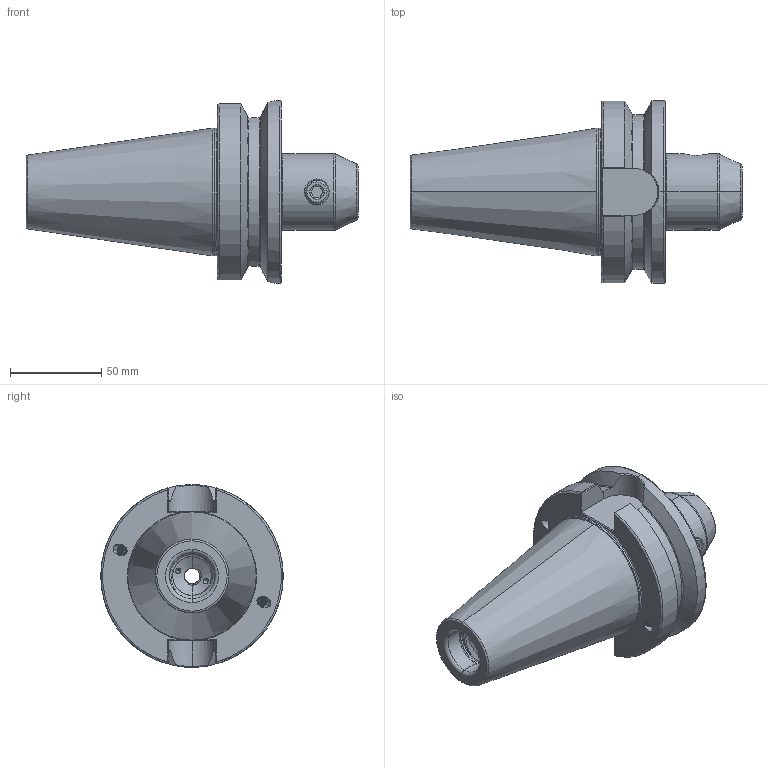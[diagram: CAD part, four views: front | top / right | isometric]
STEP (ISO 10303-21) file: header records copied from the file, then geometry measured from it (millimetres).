
FILE_DESCRIPTION (( 'STEP AP203' ), '1' );
FILE_NAME ('506.05.12.STEP', '2016-08-08T07:28:42', ( '' ), ( '' ), 'SwSTEP 2.0', 'SolidWorks 2012', '' );
FILE_SCHEMA (( 'CONFIG_CONTROL_DESIGN' ));
Length unit declared in the file: millimetre
Products named in the file (3): 506.05.12; 側固14_M14x2_16L
Assembly tree (2 placements, depth 2):
  506.05.12
    506.05.12
    側固14_M14x2_16L
Bounding box: 181.8 x 100 x 100 mm (x, y, z)
Volume: 497533.6 mm3; surface area: 65443.2 mm2
Topology: 2 solids, 2 shells, 299 faces, 803 edges, 513 vertices
Faces by surface type: cylinder 154, plane 47, bspline 39, cone 29, torus 28, sphere 2
Entity records: 32775 total; most frequent: CARTESIAN_POINT 26120, ORIENTED_EDGE 1594, DIRECTION 1052, EDGE_CURVE 797, VERTEX_POINT 513, AXIS2_PLACEMENT_3D 406, EDGE_LOOP 322, FACE_OUTER_BOUND 299
